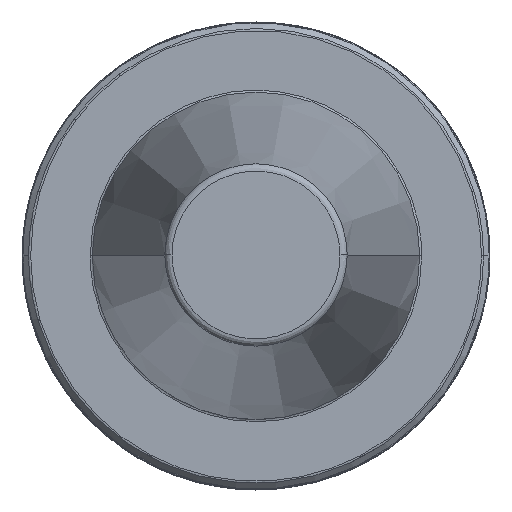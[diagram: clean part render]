
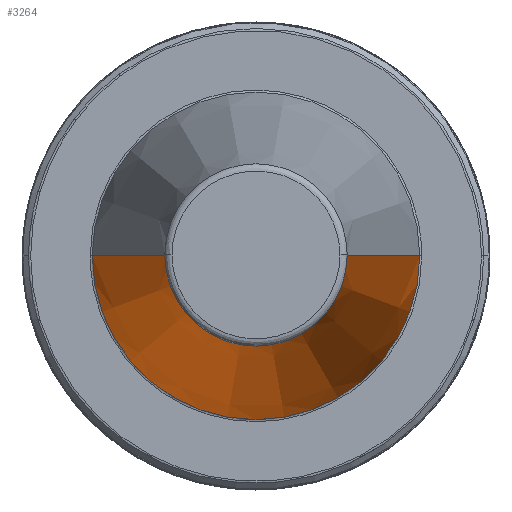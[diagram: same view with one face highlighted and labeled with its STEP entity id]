
A CAD part, top view. The second image highlights one B-rep face of the part: STEP entity #3264.
In plain terms, the highlighted conical face has half-angle 8.297 degrees and reference radius 22.225 mm.
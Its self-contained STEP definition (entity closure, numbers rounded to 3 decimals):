
#173 = LINE ( 'NONE', #2207, #2239 ) ;
#273 = CARTESIAN_POINT ( 'NONE',  ( 0., 0., 0. ) ) ;
#288 = CARTESIAN_POINT ( 'NONE',  ( 12.375, 0., 67.544 ) ) ;
#414 = AXIS2_PLACEMENT_3D ( 'NONE', #617, #2419, #889 ) ;
#421 = CIRCLE ( 'NONE', #414, 22.225 ) ;
#456 = FACE_OUTER_BOUND ( 'NONE', #1471, .T. ) ;
#536 = DIRECTION ( 'NONE',  ( 0., 0., -1. ) ) ;
#545 = ORIENTED_EDGE ( 'NONE', *, *, #3029, .T. ) ;
#617 = CARTESIAN_POINT ( 'NONE',  ( 0., 0., 0. ) ) ;
#889 = DIRECTION ( 'NONE',  ( -1., 0., 0. ) ) ;
#906 = ORIENTED_EDGE ( 'NONE', *, *, #2874, .T. ) ;
#913 = VERTEX_POINT ( 'NONE', #2111 ) ;
#917 = VECTOR ( 'NONE', #2542, 1000. ) ;
#921 = CARTESIAN_POINT ( 'NONE',  ( 0., 0., 67.544 ) ) ;
#1011 = ORIENTED_EDGE ( 'NONE', *, *, #3021, .T. ) ;
#1143 = ORIENTED_EDGE ( 'NONE', *, *, #2529, .F. ) ;
#1184 = DIRECTION ( 'NONE',  ( -1., 0., 0. ) ) ;
#1471 = EDGE_LOOP ( 'NONE', ( #1143, #1011, #545, #906 ) ) ;
#1573 = CARTESIAN_POINT ( 'NONE',  ( -12.375, 0., 67.544 ) ) ;
#1614 = CARTESIAN_POINT ( 'NONE',  ( 22.225, 0., 0. ) ) ;
#1644 = AXIS2_PLACEMENT_3D ( 'NONE', #921, #2717, #1184 ) ;
#1932 = AXIS2_PLACEMENT_3D ( 'NONE', #273, #536, #2094 ) ;
#2039 = CARTESIAN_POINT ( 'NONE',  ( 22.225, 0., 0. ) ) ;
#2072 = VERTEX_POINT ( 'NONE', #1573 ) ;
#2094 = DIRECTION ( 'NONE',  ( -1., 0., 0. ) ) ;
#2111 = CARTESIAN_POINT ( 'NONE',  ( -22.225, 0., 0. ) ) ;
#2207 = CARTESIAN_POINT ( 'NONE',  ( -22.225, 0., 0. ) ) ;
#2239 = VECTOR ( 'NONE', #2454, 1000. ) ;
#2270 = LINE ( 'NONE', #2039, #917 ) ;
#2419 = DIRECTION ( 'NONE',  ( 0., 0., 1. ) ) ;
#2454 = DIRECTION ( 'NONE',  ( -0.144, 0., -0.99 ) ) ;
#2529 = EDGE_CURVE ( 'NONE', #2741, #2809, #2270, .T. ) ;
#2542 = DIRECTION ( 'NONE',  ( 0.144, 0., -0.99 ) ) ;
#2717 = DIRECTION ( 'NONE',  ( 0., 0., -1. ) ) ;
#2741 = VERTEX_POINT ( 'NONE', #288 ) ;
#2809 = VERTEX_POINT ( 'NONE', #1614 ) ;
#2832 = CIRCLE ( 'NONE', #1644, 12.375 ) ;
#2874 = EDGE_CURVE ( 'NONE', #913, #2809, #421, .T. ) ;
#3015 = CONICAL_SURFACE ( 'NONE', #1932, 22.225, 0.145 ) ;
#3021 = EDGE_CURVE ( 'NONE', #2741, #2072, #2832, .T. ) ;
#3029 = EDGE_CURVE ( 'NONE', #2072, #913, #173, .T. ) ;
#3264 = ADVANCED_FACE ( 'NONE', ( #456 ), #3015, .T. ) ;
